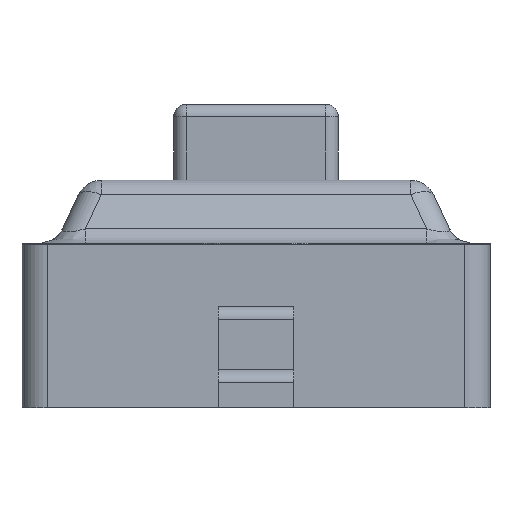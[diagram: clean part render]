
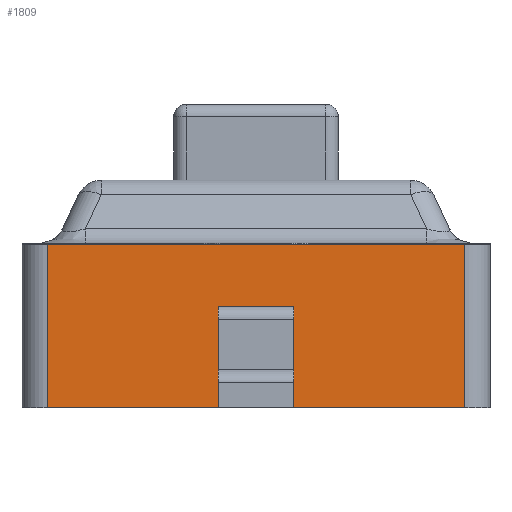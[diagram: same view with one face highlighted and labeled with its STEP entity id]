
A CAD part, left-side view. The second image highlights one B-rep face of the part: STEP entity #1809.
In plain terms, the highlighted planar face has unit normal (-1, 0, 0).
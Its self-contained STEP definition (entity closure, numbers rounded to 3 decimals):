
#88=PLANE('',#1973);
#159=FACE_OUTER_BOUND('',#269,.T.);
#269=EDGE_LOOP('',(#1436,#1437,#1438,#1439));
#409=LINE('',#2859,#585);
#434=LINE('',#2932,#610);
#436=LINE('',#2938,#612);
#437=LINE('',#2939,#613);
#585=VECTOR('',#2286,10.);
#610=VECTOR('',#2355,10.);
#612=VECTOR('',#2361,10.);
#613=VECTOR('',#2362,10.);
#829=VERTEX_POINT('',#2856);
#830=VERTEX_POINT('',#2858);
#856=VERTEX_POINT('',#2931);
#858=VERTEX_POINT('',#2937);
#1026=EDGE_CURVE('',#830,#829,#409,.T.);
#1062=EDGE_CURVE('',#830,#856,#434,.T.);
#1065=EDGE_CURVE('',#858,#829,#436,.T.);
#1066=EDGE_CURVE('',#858,#856,#437,.T.);
#1436=ORIENTED_EDGE('',*,*,#1026,.T.);
#1437=ORIENTED_EDGE('',*,*,#1065,.F.);
#1438=ORIENTED_EDGE('',*,*,#1066,.T.);
#1439=ORIENTED_EDGE('',*,*,#1062,.F.);
#1809=ADVANCED_FACE('',(#159),#88,.T.);
#1973=AXIS2_PLACEMENT_3D('',#2936,#2359,#2360);
#2286=DIRECTION('',(0.,1.,0.));
#2355=DIRECTION('',(0.,0.,-1.));
#2359=DIRECTION('center_axis',(-1.,0.,0.));
#2360=DIRECTION('ref_axis',(0.,-1.,0.));
#2361=DIRECTION('',(0.,0.,1.));
#2362=DIRECTION('',(0.,-1.,0.));
#2856=CARTESIAN_POINT('',(-3.05,1.65,1.29));
#2858=CARTESIAN_POINT('',(-3.05,-1.65,1.29));
#2859=CARTESIAN_POINT('',(-3.05,0.925,1.29));
#2931=CARTESIAN_POINT('',(-3.05,-1.65,0.));
#2932=CARTESIAN_POINT('',(-3.05,-1.65,0.));
#2936=CARTESIAN_POINT('Origin',(-3.05,1.85,0.));
#2937=CARTESIAN_POINT('',(-3.05,1.65,0.));
#2938=CARTESIAN_POINT('',(-3.05,1.65,0.));
#2939=CARTESIAN_POINT('',(-3.05,1.85,0.));
